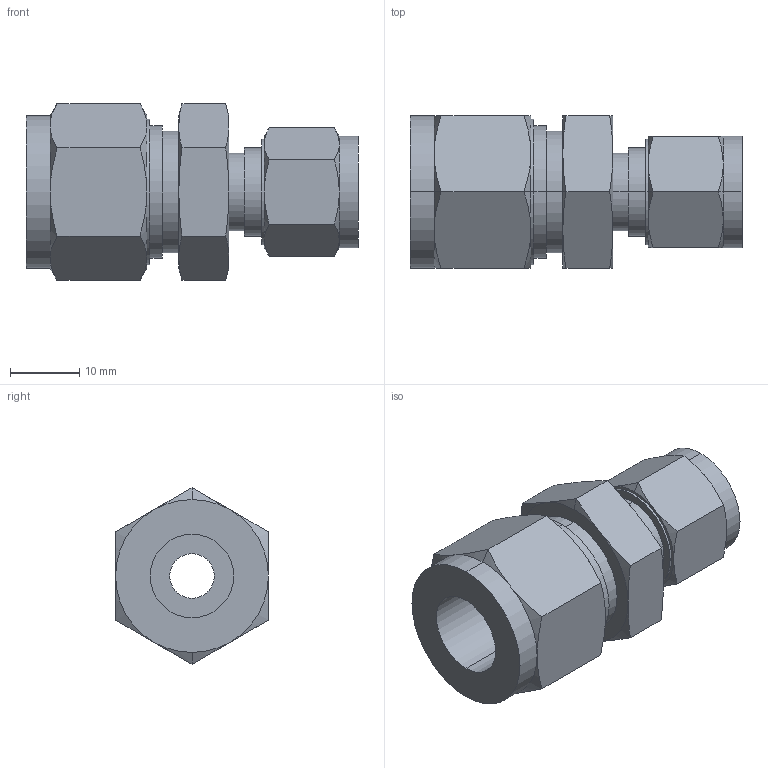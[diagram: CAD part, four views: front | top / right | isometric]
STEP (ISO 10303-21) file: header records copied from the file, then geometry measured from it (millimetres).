
FILE_DESCRIPTION (( 'STEP AP203' ), '1' );
FILE_NAME ('RizurLok-PP-12(O)-8(O).STEP', '2022-03-05T11:27:17', ( '' ), ( '' ), 'SwSTEP 2.0', 'SolidWorks 2020', '' );
FILE_SCHEMA (( 'CONFIG_CONTROL_DESIGN' ));
Length unit declared in the file: millimetre
Products named in the file (2): RizurLok-PP-12(O)-8(O)
Assembly tree (1 placements, depth 2):
  RizurLok-PP-12(O)-8(O)
    RizurLok-PP-12(O)-8(O)
Bounding box: 47.8 x 22 x 25.4 mm (x, y, z)
Volume: 11224.7 mm3; surface area: 5823.3 mm2
Topology: 1 solids, 1 shells, 238 faces, 593 edges, 378 vertices
Faces by surface type: plane 93, bspline 75, cone 48, cylinder 22
Entity records: 10235 total; most frequent: CARTESIAN_POINT 4968, ORIENTED_EDGE 1186, DIRECTION 793, EDGE_CURVE 593, VERTEX_POINT 378, LINE 283, VECTOR 283, EDGE_LOOP 261
